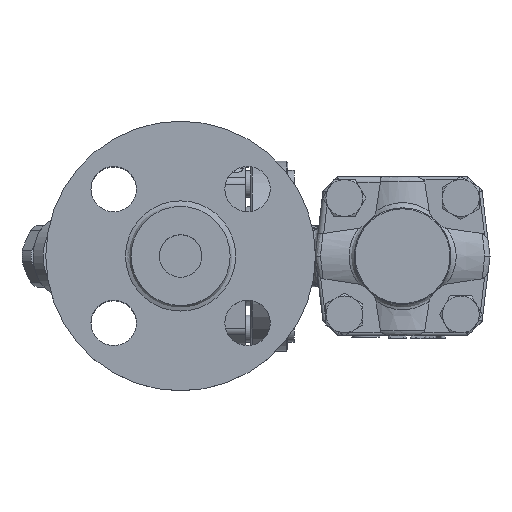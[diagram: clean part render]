
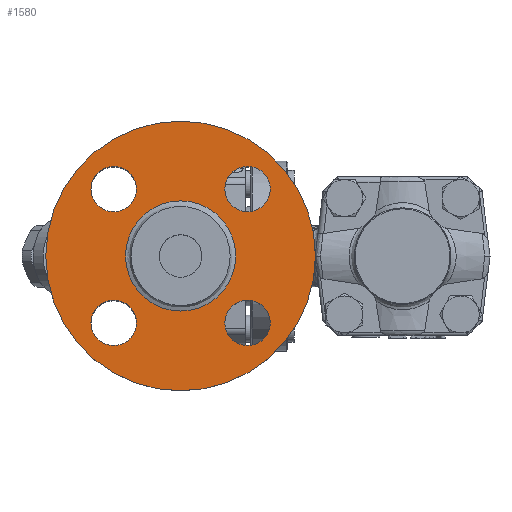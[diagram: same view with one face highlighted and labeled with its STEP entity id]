
A CAD part, top view. The second image highlights one B-rep face of the part: STEP entity #1580.
In plain terms, the highlighted planar face has unit normal (0, 0, 1).
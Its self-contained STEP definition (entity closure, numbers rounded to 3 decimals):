
#1452=CARTESIAN_POINT('',(-30.7,0.0,54.9));
#1453=VERTEX_POINT('',#1452);
#1454=CARTESIAN_POINT('',(-78.2,0.0,54.9));
#1455=DIRECTION('',(0.0,0.0,1.0));
#1456=DIRECTION('',(1.0,0.0,0.0));
#1457=AXIS2_PLACEMENT_3D('',#1454,#1455,#1456);
#1458=CIRCLE('',#1457,47.5);
#1459=EDGE_CURVE('',#1453,#1453,#1458,.T.);
#1502=CARTESIAN_POINT('',(-97.61,0.,54.9));
#1503=VERTEX_POINT('',#1502);
#1504=CARTESIAN_POINT('',(-78.2,0.0,54.9));
#1505=DIRECTION('',(0.,0.,1.0));
#1506=DIRECTION('',(1.0,0.,0.));
#1507=AXIS2_PLACEMENT_3D('',#1504,#1505,#1506);
#1508=CIRCLE('',#1507,19.41);
#1509=EDGE_CURVE('',#1503,#1503,#1508,.T.);
#1525=CARTESIAN_POINT('',(-45.725,0.0,54.9));
#1526=DIRECTION('',(0.,0.0,1.0));
#1527=DIRECTION('',(1.0,0.0,0.));
#1528=AXIS2_PLACEMENT_3D('',#1525,#1526,#1527);
#1529=PLANE('',#1528);
#1530=ORIENTED_EDGE('',*,*,#1459,.T.);
#1531=EDGE_LOOP('',(#1530));
#1532=FACE_OUTER_BOUND('',#1531,.T.);
#1533=CARTESIAN_POINT('',(-46.618,23.582,54.9));
#1534=VERTEX_POINT('',#1533);
#1535=CARTESIAN_POINT('',(-54.618,23.582,54.9));
#1536=DIRECTION('',(0.,0.0,-1.0));
#1537=DIRECTION('',(1.0,0.0,0.));
#1538=AXIS2_PLACEMENT_3D('',#1535,#1536,#1537);
#1539=CIRCLE('',#1538,8.0);
#1540=EDGE_CURVE('',#1534,#1534,#1539,.T.);
#1541=ORIENTED_EDGE('',*,*,#1540,.T.);
#1542=EDGE_LOOP('',(#1541));
#1543=FACE_BOUND('',#1542,.T.);
#1544=CARTESIAN_POINT('',(-101.782,31.582,54.9));
#1545=VERTEX_POINT('',#1544);
#1546=CARTESIAN_POINT('',(-101.782,23.582,54.9));
#1547=DIRECTION('',(0.,0.,-1.0));
#1548=DIRECTION('',(0.,1.0,0.));
#1549=AXIS2_PLACEMENT_3D('',#1546,#1547,#1548);
#1550=CIRCLE('',#1549,8.0);
#1551=EDGE_CURVE('',#1545,#1545,#1550,.T.);
#1552=ORIENTED_EDGE('',*,*,#1551,.T.);
#1553=EDGE_LOOP('',(#1552));
#1554=FACE_BOUND('',#1553,.T.);
#1555=CARTESIAN_POINT('',(-109.782,-23.582,54.9));
#1556=VERTEX_POINT('',#1555);
#1557=CARTESIAN_POINT('',(-101.782,-23.582,54.9));
#1558=DIRECTION('',(0.,0.,-1.0));
#1559=DIRECTION('',(-1.0,0.,0.));
#1560=AXIS2_PLACEMENT_3D('',#1557,#1558,#1559);
#1561=CIRCLE('',#1560,8.0);
#1562=EDGE_CURVE('',#1556,#1556,#1561,.T.);
#1563=ORIENTED_EDGE('',*,*,#1562,.T.);
#1564=EDGE_LOOP('',(#1563));
#1565=FACE_BOUND('',#1564,.T.);
#1566=CARTESIAN_POINT('',(-54.618,-31.582,54.9));
#1567=VERTEX_POINT('',#1566);
#1568=CARTESIAN_POINT('',(-54.618,-23.582,54.9));
#1569=DIRECTION('',(0.,0.,-1.0));
#1570=DIRECTION('',(0.,-1.0,0.));
#1571=AXIS2_PLACEMENT_3D('',#1568,#1569,#1570);
#1572=CIRCLE('',#1571,8.0);
#1573=EDGE_CURVE('',#1567,#1567,#1572,.T.);
#1574=ORIENTED_EDGE('',*,*,#1573,.T.);
#1575=EDGE_LOOP('',(#1574));
#1576=FACE_BOUND('',#1575,.T.);
#1577=ORIENTED_EDGE('',*,*,#1509,.F.);
#1578=EDGE_LOOP('',(#1577));
#1579=FACE_BOUND('',#1578,.T.);
#1580=ADVANCED_FACE('',(#1532,#1543,#1554,#1565,#1576,#1579),#1529,.T.);
